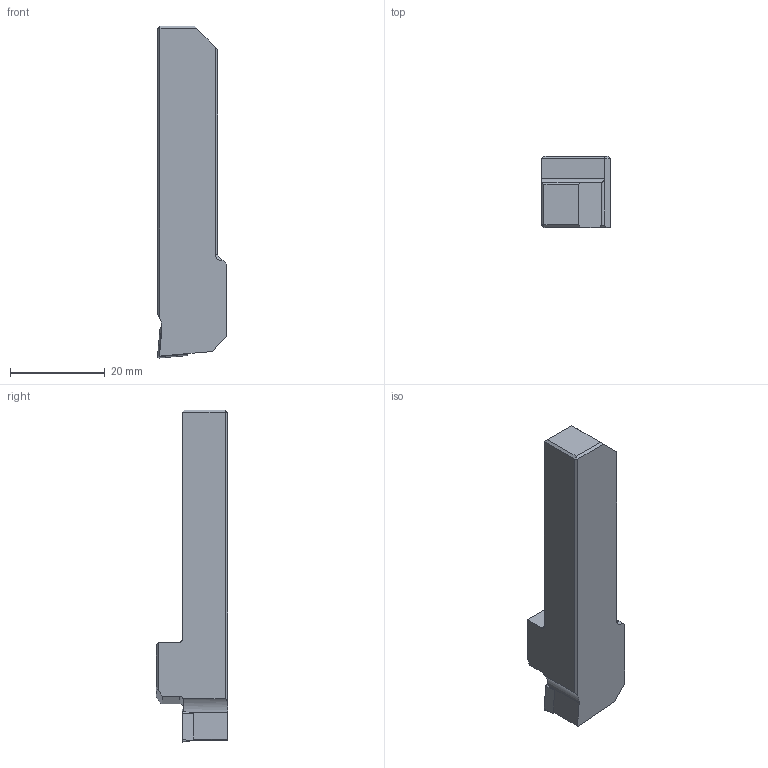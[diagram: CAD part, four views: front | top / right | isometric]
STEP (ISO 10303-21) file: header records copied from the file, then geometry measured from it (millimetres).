
FILE_DESCRIPTION(/* description */ (''),/* implementation_level */ '2;1');
FILE_NAME(/* name */ '1529476129810.stp',/* time_stamp */ '2018-06-20T08:28:55+02:00',/* author */ (''),/* organization */ ('SMS'),/* preprocessor_version */ 'ST-DEVELOPER v15',/* originating_system */ 'SIEMENS PLM Software NX 8.5',/* authorisation */ '');
FILE_SCHEMA (('AUTOMOTIVE_DESIGN { 1 0 10303 214 3 1 1 1 }'));
Length unit declared in the file: millimetre
Products named in the file (4): ASSEMBLY_CONSTRUCTION; IsoTurningInsert; 201669510mod000_00; 201721605mod000_00
Assembly tree (3 placements, depth 2):
  201721605mod000_00
    201669510mod000_00
    IsoTurningInsert
    ASSEMBLY_CONSTRUCTION
Bounding box: 14.5 x 15.03 x 70 mm (x, y, z)
Volume: 9413.5 mm3; surface area: 3653.3 mm2
Topology: 2 solids, 2 shells, 53 faces, 135 edges, 92 vertices
Faces by surface type: plane 38, cylinder 7, cone 6, torus 2
Full cylindrical faces by diameter (mm): 2.8 x1
Entity records: 1790 total; most frequent: CARTESIAN_POINT 341, DIRECTION 279, ORIENTED_EDGE 256, EDGE_CURVE 128, LINE 101, VECTOR 101, AXIS2_PLACEMENT_3D 89, VERTEX_POINT 83
